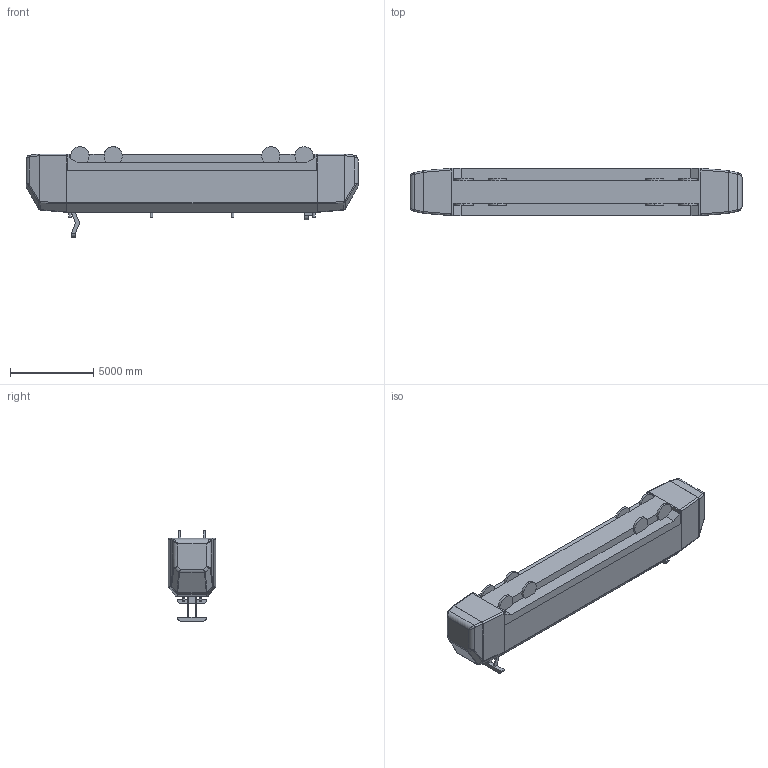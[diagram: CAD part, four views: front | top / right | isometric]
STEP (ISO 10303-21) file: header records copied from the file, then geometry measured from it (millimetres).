
FILE_DESCRIPTION (( 'STEP AP214' ), '1' );
FILE_NAME ('Locomotive_versionC_MediumDetailed.STEP', '2024-03-20T10:55:28', ( '' ), ( '' ), 'SwSTEP 2.0', 'SolidWorks 2022', '' );
FILE_SCHEMA (( 'AUTOMOTIVE_DESIGN' ));
Length unit declared in the file: millimetre
Products named in the file (1): Locomotive_versionC_MediumDetailed
Bounding box: 20000 x 2850 x 5450 mm (x, y, z)
Surface area: 262069747.9 mm2 (no closed solid volume)
Topology: 0 solids, 3 shells, 298 faces, 740 edges, 422 vertices
Faces by surface type: cylinder 116, plane 106, bspline 52, sphere 20, torus 4
Entity records: 20815 total; most frequent: CARTESIAN_POINT 12428, ORIENTED_EDGE 1384, EDGE_CURVE 708, B_SPLINE_CURVE_WITH_KNOTS 661, DIRECTION 494, VERTEX_POINT 422, EDGE_LOOP 310, UNCERTAINTY_MEASURE_WITH_UNIT 300
